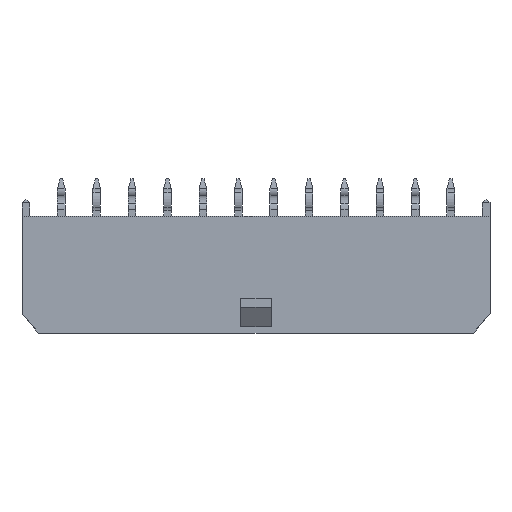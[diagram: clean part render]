
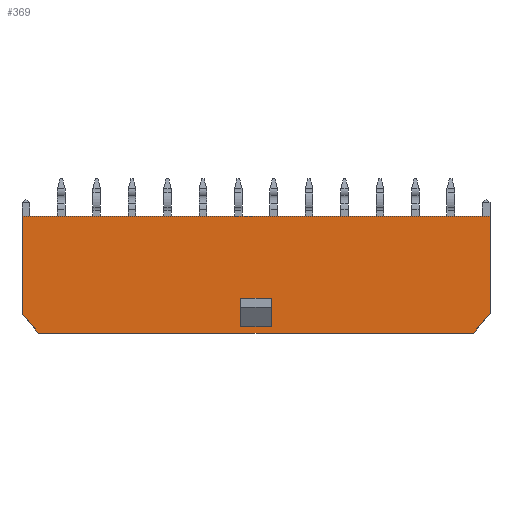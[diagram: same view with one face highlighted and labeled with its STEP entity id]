
A CAD part, top view. The second image highlights one B-rep face of the part: STEP entity #369.
In plain terms, the highlighted planar face has unit normal (0, 0, 1).
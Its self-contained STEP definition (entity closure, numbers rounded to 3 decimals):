
#147=FACE_BOUND('',#1558,.T.);
#148=FACE_BOUND('',#1559,.T.);
#369=ADVANCED_FACE('',(#147,#148),#784,.T.);
#784=PLANE('',#7487);
#1558=EDGE_LOOP('',(#2480,#2481,#2482,#2483,#2484,#2485));
#1559=EDGE_LOOP('',(#2486,#2487,#2488,#2489));
#2480=ORIENTED_EDGE('',*,*,#5022,.F.);
#2481=ORIENTED_EDGE('',*,*,#4987,.F.);
#2482=ORIENTED_EDGE('',*,*,#4777,.T.);
#2483=ORIENTED_EDGE('',*,*,#5086,.T.);
#2484=ORIENTED_EDGE('',*,*,#5019,.F.);
#2485=ORIENTED_EDGE('',*,*,#5081,.F.);
#2486=ORIENTED_EDGE('',*,*,#5087,.T.);
#2487=ORIENTED_EDGE('',*,*,#5088,.T.);
#2488=ORIENTED_EDGE('',*,*,#5089,.F.);
#2489=ORIENTED_EDGE('',*,*,#5090,.F.);
#4135=VERTEX_POINT('',#10281);
#4136=VERTEX_POINT('',#10283);
#4329=VERTEX_POINT('',#10716);
#4355=VERTEX_POINT('',#10774);
#4358=VERTEX_POINT('',#10779);
#4359=VERTEX_POINT('',#10783);
#4421=VERTEX_POINT('',#10914);
#4422=VERTEX_POINT('',#10915);
#4423=VERTEX_POINT('',#10917);
#4424=VERTEX_POINT('',#10919);
#4777=EDGE_CURVE('',#4136,#4135,#5697,.T.);
#4987=EDGE_CURVE('',#4136,#4329,#5847,.T.);
#5019=EDGE_CURVE('',#4358,#4355,#5879,.T.);
#5022=EDGE_CURVE('',#4329,#4359,#5882,.T.);
#5081=EDGE_CURVE('',#4359,#4358,#5941,.T.);
#5086=EDGE_CURVE('',#4135,#4355,#5946,.T.);
#5087=EDGE_CURVE('',#4421,#4422,#5947,.T.);
#5088=EDGE_CURVE('',#4422,#4423,#5948,.T.);
#5089=EDGE_CURVE('',#4424,#4423,#5949,.T.);
#5090=EDGE_CURVE('',#4421,#4424,#5950,.T.);
#5697=LINE('',#10282,#6557);
#5847=LINE('',#10715,#6707);
#5879=LINE('',#10780,#6739);
#5882=LINE('',#10786,#6742);
#5941=LINE('',#10904,#6801);
#5946=LINE('',#10912,#6806);
#5947=LINE('',#10913,#6807);
#5948=LINE('',#10916,#6808);
#5949=LINE('',#10918,#6809);
#5950=LINE('',#10920,#6810);
#6557=VECTOR('',#8203,1.);
#6707=VECTOR('',#8533,1.);
#6739=VECTOR('',#8571,1.);
#6742=VECTOR('',#8576,1.);
#6801=VECTOR('',#8637,1.);
#6806=VECTOR('',#8644,1.);
#6807=VECTOR('',#8645,1.);
#6808=VECTOR('',#8646,1.);
#6809=VECTOR('',#8647,1.);
#6810=VECTOR('',#8648,1.);
#7487=AXIS2_PLACEMENT_3D('',#10921,#8649,#8650);
#8203=DIRECTION('',(-1.,0.,0.));
#8533=DIRECTION('',(0.,-1.,0.));
#8571=DIRECTION('',(-0.643,0.766,0.));
#8576=DIRECTION('',(-0.643,-0.766,0.));
#8637=DIRECTION('',(-1.,0.,0.));
#8644=DIRECTION('',(0.,-1.,0.));
#8645=DIRECTION('',(-1.,0.,0.));
#8646=DIRECTION('',(0.,1.,0.));
#8647=DIRECTION('',(-1.,0.,0.));
#8648=DIRECTION('',(0.,1.,0.));
#8649=DIRECTION('',(0.,0.,1.));
#8650=DIRECTION('',(1.,0.,0.));
#10281=CARTESIAN_POINT('',(-19.825,9.9,3.86));
#10282=CARTESIAN_POINT('',(19.825,9.9,3.86));
#10283=CARTESIAN_POINT('',(19.825,9.9,3.86));
#10715=CARTESIAN_POINT('',(19.825,9.9,3.86));
#10716=CARTESIAN_POINT('',(19.825,1.668,3.86));
#10774=CARTESIAN_POINT('',(-19.825,1.668,3.86));
#10779=CARTESIAN_POINT('',(-18.425,0.,3.86));
#10780=CARTESIAN_POINT('',(-18.425,0.,3.86));
#10783=CARTESIAN_POINT('',(18.425,0.,3.86));
#10786=CARTESIAN_POINT('',(19.825,1.668,3.86));
#10904=CARTESIAN_POINT('',(19.825,0.,3.86));
#10912=CARTESIAN_POINT('',(-19.825,9.9,3.86));
#10913=CARTESIAN_POINT('',(1.3,0.54,3.86));
#10914=CARTESIAN_POINT('',(1.3,0.54,3.86));
#10915=CARTESIAN_POINT('',(-1.3,0.54,3.86));
#10916=CARTESIAN_POINT('',(-1.3,0.54,3.86));
#10917=CARTESIAN_POINT('',(-1.3,2.95,3.86));
#10918=CARTESIAN_POINT('',(1.3,2.95,3.86));
#10919=CARTESIAN_POINT('',(1.3,2.95,3.86));
#10920=CARTESIAN_POINT('',(1.3,0.54,3.86));
#10921=CARTESIAN_POINT('',(19.825,9.9,3.86));
